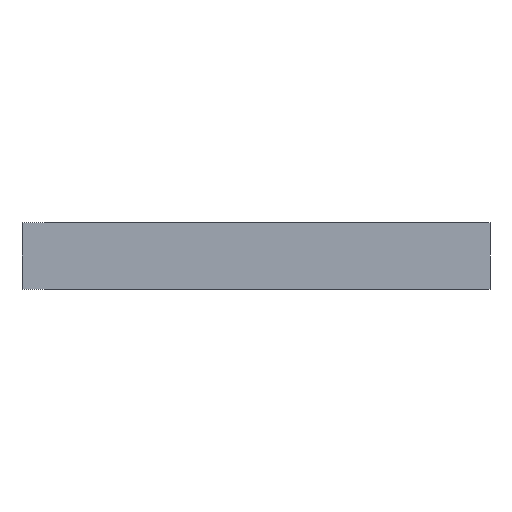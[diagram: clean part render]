
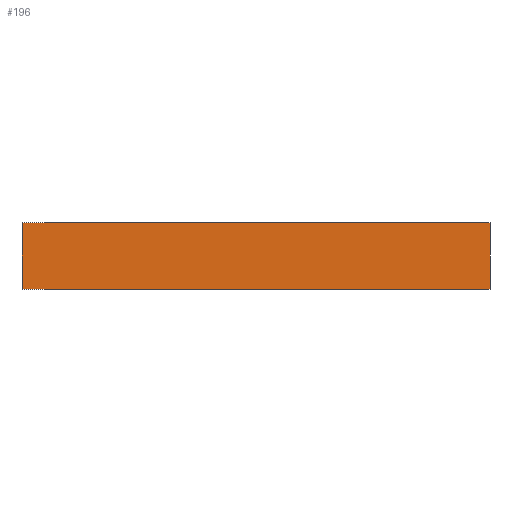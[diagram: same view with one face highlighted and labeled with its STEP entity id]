
A CAD part, left-side view. The second image highlights one B-rep face of the part: STEP entity #196.
In plain terms, the highlighted planar face has unit normal (-1, 0, 0).
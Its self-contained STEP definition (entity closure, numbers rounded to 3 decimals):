
#6 = CARTESIAN_POINT ( 'NONE',  ( -75., 1050., -75. ) ) ;
#20 = CARTESIAN_POINT ( 'NONE',  ( -75., 0., 75. ) ) ;
#56 = EDGE_CURVE ( 'NONE', #85, #651, #144, .T. ) ;
#74 = ORIENTED_EDGE ( 'NONE', *, *, #574, .F. ) ;
#85 = VERTEX_POINT ( 'NONE', #94 ) ;
#94 = CARTESIAN_POINT ( 'NONE',  ( -75., 1050., -75. ) ) ;
#110 = EDGE_CURVE ( 'NONE', #596, #347, #172, .T. ) ;
#124 = VECTOR ( 'NONE', #305, 1000. ) ;
#142 = ORIENTED_EDGE ( 'NONE', *, *, #110, .T. ) ;
#144 = LINE ( 'NONE', #309, #124 ) ;
#172 = LINE ( 'NONE', #521, #478 ) ;
#193 = FACE_OUTER_BOUND ( 'NONE', #386, .T. ) ;
#194 = DIRECTION ( 'NONE',  ( 0., 0., 1. ) ) ;
#196 = ADVANCED_FACE ( 'NONE', ( #193 ), #476, .F. ) ;
#218 = LINE ( 'NONE', #473, #506 ) ;
#220 = CARTESIAN_POINT ( 'NONE',  ( -75., 0., -75. ) ) ;
#234 = CARTESIAN_POINT ( 'NONE',  ( -75., 1050., 75. ) ) ;
#284 = DIRECTION ( 'NONE',  ( 0., -1., 0. ) ) ;
#305 = DIRECTION ( 'NONE',  ( 0., 0., 1. ) ) ;
#309 = CARTESIAN_POINT ( 'NONE',  ( -75., 1050., -75. ) ) ;
#347 = VERTEX_POINT ( 'NONE', #20 ) ;
#386 = EDGE_LOOP ( 'NONE', ( #142, #74, #707, #681 ) ) ;
#411 = DIRECTION ( 'NONE',  ( 0., 0., -1. ) ) ;
#422 = AXIS2_PLACEMENT_3D ( 'NONE', #6, #535, #411 ) ;
#473 = CARTESIAN_POINT ( 'NONE',  ( -75., 1050., -75. ) ) ;
#476 = PLANE ( 'NONE',  #422 ) ;
#478 = VECTOR ( 'NONE', #194, 1000. ) ;
#490 = VECTOR ( 'NONE', #284, 1000. ) ;
#494 = CARTESIAN_POINT ( 'NONE',  ( -75., 1050., 75. ) ) ;
#506 = VECTOR ( 'NONE', #629, 1000. ) ;
#521 = CARTESIAN_POINT ( 'NONE',  ( -75., 0., -75. ) ) ;
#535 = DIRECTION ( 'NONE',  ( 1., 0., 0. ) ) ;
#565 = EDGE_CURVE ( 'NONE', #85, #596, #218, .T. ) ;
#574 = EDGE_CURVE ( 'NONE', #651, #347, #780, .T. ) ;
#596 = VERTEX_POINT ( 'NONE', #220 ) ;
#629 = DIRECTION ( 'NONE',  ( 0., -1., 0. ) ) ;
#651 = VERTEX_POINT ( 'NONE', #494 ) ;
#681 = ORIENTED_EDGE ( 'NONE', *, *, #565, .T. ) ;
#707 = ORIENTED_EDGE ( 'NONE', *, *, #56, .F. ) ;
#780 = LINE ( 'NONE', #234, #490 ) ;
